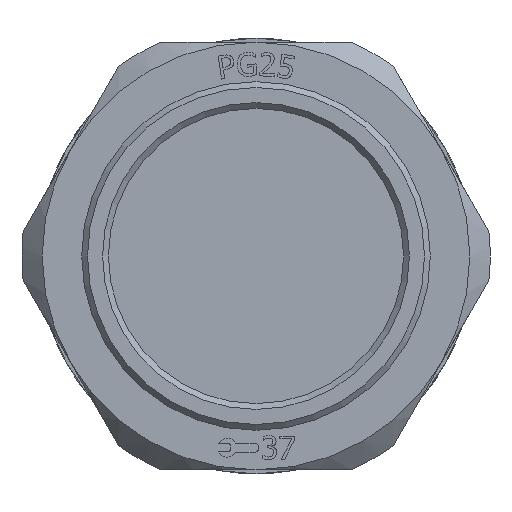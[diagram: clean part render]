
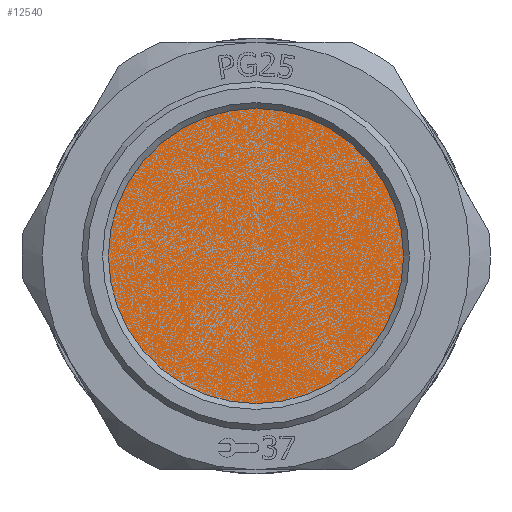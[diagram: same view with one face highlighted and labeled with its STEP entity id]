
A CAD part, front view. The second image highlights one B-rep face of the part: STEP entity #12540.
In plain terms, the highlighted planar face has unit normal (0, -1, 0).
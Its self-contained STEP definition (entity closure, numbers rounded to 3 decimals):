
#3978=FACE_OUTER_BOUND('',#4587,.T.);
#4587=EDGE_LOOP('',(#11803));
#4898=CIRCLE('',#13295,15.);
#6213=VERTEX_POINT('',#27318);
#8077=EDGE_CURVE('',#6213,#6213,#4898,.T.);
#11803=ORIENTED_EDGE('',*,*,#8077,.T.);
#11959=PLANE('',#13294);
#12540=ADVANCED_FACE('',(#3978),#11959,.T.);
#13294=AXIS2_PLACEMENT_3D('',#27317,#15536,#15537);
#13295=AXIS2_PLACEMENT_3D('',#27319,#15538,#15539);
#15536=DIRECTION('center_axis',(0.,-1.,0.));
#15537=DIRECTION('ref_axis',(0.,0.,-1.));
#15538=DIRECTION('center_axis',(0.,-1.,0.));
#15539=DIRECTION('ref_axis',(0.,0.,1.));
#27317=CARTESIAN_POINT('Origin',(-9.566,-10.325,0.));
#27318=CARTESIAN_POINT('',(-9.566,-10.325,-15.));
#27319=CARTESIAN_POINT('Origin',(-9.566,-10.325,0.));
